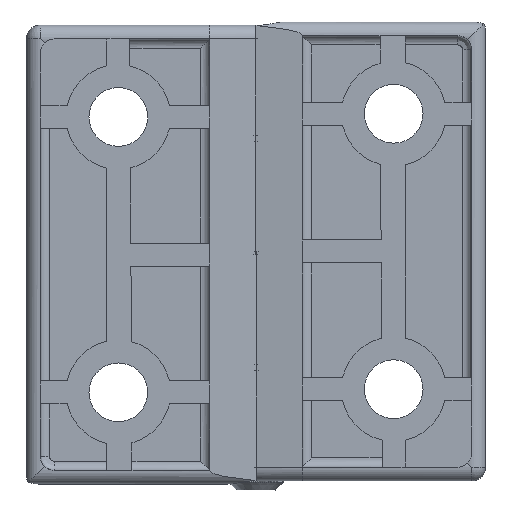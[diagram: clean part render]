
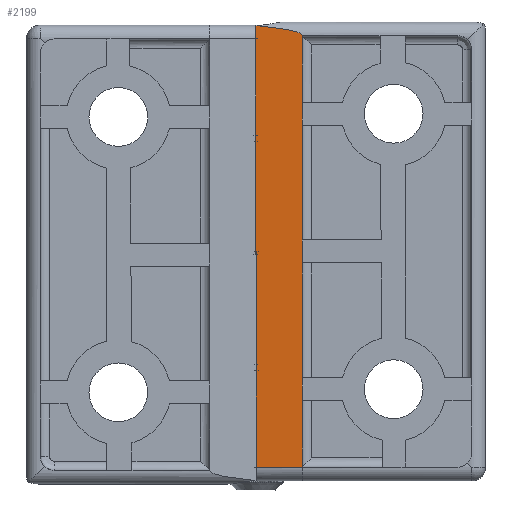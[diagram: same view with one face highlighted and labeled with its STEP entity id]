
A CAD part, front view. The second image highlights one B-rep face of the part: STEP entity #2199.
In plain terms, the highlighted planar face has unit normal (-0.099, -0.995, 0).
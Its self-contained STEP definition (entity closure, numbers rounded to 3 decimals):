
#573=CARTESIAN_POINT('',(5.021,-6.0,41.25));
#574=VERTEX_POINT('',#573);
#612=CARTESIAN_POINT('',(5.021,-6.,48.5));
#613=VERTEX_POINT('',#612);
#620=CARTESIAN_POINT('',(5.021,-6.,41.25));
#621=DIRECTION('',(0.0,0.0,1.0));
#622=VECTOR('',#621,7.25);
#623=LINE('',#620,#622);
#624=EDGE_CURVE('',#574,#613,#623,.T.);
#702=CARTESIAN_POINT('',(5.021,-6.0,26.25));
#703=VERTEX_POINT('',#702);
#741=CARTESIAN_POINT('',(5.021,-6.0,38.75));
#742=VERTEX_POINT('',#741);
#749=CARTESIAN_POINT('',(5.021,-6.,26.25));
#750=DIRECTION('',(0.0,0.0,1.0));
#751=VECTOR('',#750,12.5);
#752=LINE('',#749,#751);
#753=EDGE_CURVE('',#703,#742,#752,.T.);
#807=CARTESIAN_POINT('',(5.021,-6.0,11.25));
#808=VERTEX_POINT('',#807);
#846=CARTESIAN_POINT('',(5.021,-6.0,23.75));
#847=VERTEX_POINT('',#846);
#854=CARTESIAN_POINT('',(5.021,-6.,11.25));
#855=DIRECTION('',(0.0,0.0,1.0));
#856=VECTOR('',#855,12.5);
#857=LINE('',#854,#856);
#858=EDGE_CURVE('',#808,#847,#857,.T.);
#983=CARTESIAN_POINT('',(5.021,-6.,1.5));
#984=VERTEX_POINT('',#983);
#1007=CARTESIAN_POINT('',(5.021,-6.0,8.75));
#1008=VERTEX_POINT('',#1007);
#1015=CARTESIAN_POINT('',(5.021,-6.,1.5));
#1016=DIRECTION('',(0.0,0.0,1.0));
#1017=VECTOR('',#1016,7.25);
#1018=LINE('',#1015,#1017);
#1019=EDGE_CURVE('',#984,#1008,#1018,.T.);
#1628=CARTESIAN_POINT('',(5.021,-6.,38.75));
#1629=DIRECTION('',(0.0,0.0,1.0));
#1630=VECTOR('',#1629,2.5);
#1631=LINE('',#1628,#1630);
#1632=EDGE_CURVE('',#742,#574,#1631,.T.);
#1638=CARTESIAN_POINT('',(5.021,-6.,23.75));
#1639=DIRECTION('',(0.0,0.0,1.0));
#1640=VECTOR('',#1639,2.5);
#1641=LINE('',#1638,#1640);
#1642=EDGE_CURVE('',#847,#703,#1641,.T.);
#1648=CARTESIAN_POINT('',(5.021,-6.,8.75));
#1649=DIRECTION('',(0.0,0.0,1.0));
#1650=VECTOR('',#1649,2.5);
#1651=LINE('',#1648,#1650);
#1652=EDGE_CURVE('',#1008,#808,#1651,.T.);
#2079=CARTESIAN_POINT('',(0.,-5.5,49.618));
#2080=VERTEX_POINT('',#2079);
#2092=CARTESIAN_POINT('',(-10.042,-4.5,48.5));
#2093=DIRECTION('',(0.099,0.995,0.));
#2094=DIRECTION('',(0.995,-0.099,0.));
#2095=AXIS2_PLACEMENT_3D('',#2092,#2093,#2094);
#2096=ELLIPSE('',#2095,15.138,1.5);
#2097=EDGE_CURVE('',#2080,#613,#2096,.T.);
#2122=CARTESIAN_POINT('',(-1.085,-5.392,0.0));
#2123=DIRECTION('',(-0.099,-0.995,0.0));
#2124=DIRECTION('',(0.995,-0.099,0.0));
#2125=AXIS2_PLACEMENT_3D('',#2122,#2123,#2124);
#2126=PLANE('',#2125);
#2127=ORIENTED_EDGE('',*,*,#2097,.F.);
#2128=CARTESIAN_POINT('',(0.,-5.5,37.0));
#2129=VERTEX_POINT('',#2128);
#2130=CARTESIAN_POINT('',(0.,-5.5,49.618));
#2131=DIRECTION('',(0.0,0.0,-1.0));
#2132=VECTOR('',#2131,12.618);
#2133=LINE('',#2130,#2132);
#2134=EDGE_CURVE('',#2080,#2129,#2133,.T.);
#2135=ORIENTED_EDGE('',*,*,#2134,.T.);
#2136=CARTESIAN_POINT('',(-1.085,-5.392,37.0));
#2137=VERTEX_POINT('',#2136);
#2138=CARTESIAN_POINT('',(0.,-5.5,37.));
#2139=DIRECTION('',(-0.995,0.099,0.0));
#2140=VECTOR('',#2139,1.09);
#2141=LINE('',#2138,#2140);
#2142=EDGE_CURVE('',#2129,#2137,#2141,.T.);
#2143=ORIENTED_EDGE('',*,*,#2142,.T.);
#2144=CARTESIAN_POINT('',(-1.085,-5.392,25.));
#2145=VERTEX_POINT('',#2144);
#2146=CARTESIAN_POINT('',(-1.085,-5.392,25.));
#2147=DIRECTION('',(0.0,0.0,1.0));
#2148=VECTOR('',#2147,12.);
#2149=LINE('',#2146,#2148);
#2150=EDGE_CURVE('',#2145,#2137,#2149,.T.);
#2151=ORIENTED_EDGE('',*,*,#2150,.F.);
#2152=CARTESIAN_POINT('',(0.105,-5.51,25.));
#2153=VERTEX_POINT('',#2152);
#2154=CARTESIAN_POINT('',(-1.085,-5.392,25.));
#2155=DIRECTION('',(0.995,-0.099,0.0));
#2156=VECTOR('',#2155,1.195);
#2157=LINE('',#2154,#2156);
#2158=EDGE_CURVE('',#2145,#2153,#2157,.T.);
#2159=ORIENTED_EDGE('',*,*,#2158,.T.);
#2160=CARTESIAN_POINT('',(0.105,-5.51,12.));
#2161=VERTEX_POINT('',#2160);
#2162=CARTESIAN_POINT('',(0.105,-5.51,25.));
#2163=DIRECTION('',(0.0,0.0,-1.0));
#2164=VECTOR('',#2163,13.0);
#2165=LINE('',#2162,#2164);
#2166=EDGE_CURVE('',#2153,#2161,#2165,.T.);
#2167=ORIENTED_EDGE('',*,*,#2166,.T.);
#2168=CARTESIAN_POINT('',(-1.085,-5.392,12.));
#2169=VERTEX_POINT('',#2168);
#2170=CARTESIAN_POINT('',(0.105,-5.51,12.));
#2171=DIRECTION('',(-0.995,0.099,0.0));
#2172=VECTOR('',#2171,1.195);
#2173=LINE('',#2170,#2172);
#2174=EDGE_CURVE('',#2161,#2169,#2173,.T.);
#2175=ORIENTED_EDGE('',*,*,#2174,.T.);
#2176=CARTESIAN_POINT('',(-1.085,-5.392,1.5));
#2177=VERTEX_POINT('',#2176);
#2178=CARTESIAN_POINT('',(-1.085,-5.392,1.5));
#2179=DIRECTION('',(0.0,0.0,1.0));
#2180=VECTOR('',#2179,10.5);
#2181=LINE('',#2178,#2180);
#2182=EDGE_CURVE('',#2177,#2169,#2181,.T.);
#2183=ORIENTED_EDGE('',*,*,#2182,.F.);
#2184=CARTESIAN_POINT('',(5.021,-6.,1.5));
#2185=DIRECTION('',(-0.995,0.099,0.0));
#2186=VECTOR('',#2185,6.136);
#2187=LINE('',#2184,#2186);
#2188=EDGE_CURVE('',#984,#2177,#2187,.T.);
#2189=ORIENTED_EDGE('',*,*,#2188,.F.);
#2190=ORIENTED_EDGE('',*,*,#1019,.T.);
#2191=ORIENTED_EDGE('',*,*,#1652,.T.);
#2192=ORIENTED_EDGE('',*,*,#858,.T.);
#2193=ORIENTED_EDGE('',*,*,#1642,.T.);
#2194=ORIENTED_EDGE('',*,*,#753,.T.);
#2195=ORIENTED_EDGE('',*,*,#1632,.T.);
#2196=ORIENTED_EDGE('',*,*,#624,.T.);
#2197=EDGE_LOOP('',(#2127,#2135,#2143,#2151,#2159,#2167,#2175,#2183,#2189,#2190,#2191,#2192,#2193,#2194,#2195,#2196));
#2198=FACE_OUTER_BOUND('',#2197,.T.);
#2199=ADVANCED_FACE('',(#2198),#2126,.T.);
